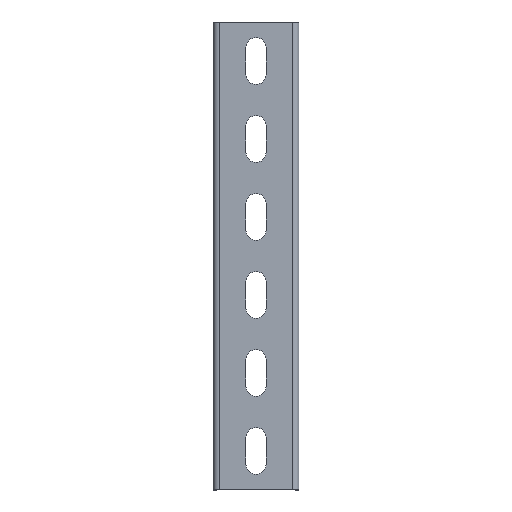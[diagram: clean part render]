
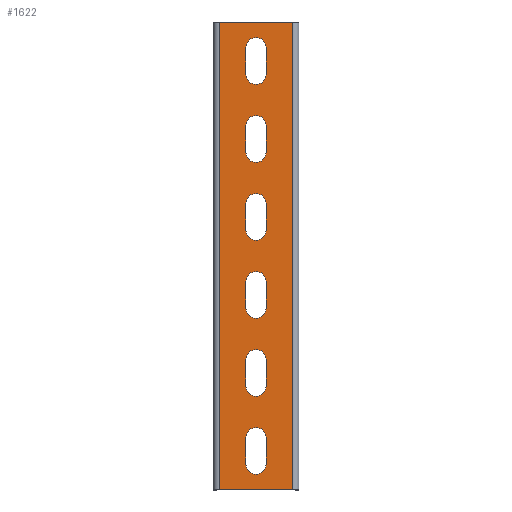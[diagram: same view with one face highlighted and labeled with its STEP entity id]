
A CAD part, top view. The second image highlights one B-rep face of the part: STEP entity #1622.
In plain terms, the highlighted planar face has unit normal (0, 0, 1).
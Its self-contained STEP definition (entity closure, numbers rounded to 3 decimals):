
#123=DIRECTION('',(0.,-1.,0.));
#124=VECTOR('',#123,300.);
#125=CARTESIAN_POINT('',(23.5,150.,25.));
#126=LINE('',#125,#124);
#127=DIRECTION('',(0.,-1.,0.));
#128=VECTOR('',#127,300.);
#129=CARTESIAN_POINT('',(-23.5,150.,25.));
#130=LINE('',#129,#128);
#131=DIRECTION('',(0.,1.,0.));
#132=VECTOR('',#131,17.);
#133=CARTESIAN_POINT('',(-6.5,116.5,25.));
#134=LINE('',#133,#132);
#135=CARTESIAN_POINT('',(0.,116.5,25.));
#136=DIRECTION('',(0.,0.,1.));
#137=DIRECTION('',(-1.,0.,0.));
#138=AXIS2_PLACEMENT_3D('',#135,#136,#137);
#140=DIRECTION('',(0.,-1.,0.));
#141=VECTOR('',#140,17.);
#142=CARTESIAN_POINT('',(6.5,133.5,25.));
#143=LINE('',#142,#141);
#144=CARTESIAN_POINT('',(0.,133.5,25.));
#145=DIRECTION('',(0.,0.,1.));
#146=DIRECTION('',(1.,0.,0.));
#147=AXIS2_PLACEMENT_3D('',#144,#145,#146);
#149=DIRECTION('',(0.,1.,0.));
#150=VECTOR('',#149,17.);
#151=CARTESIAN_POINT('',(-6.5,66.5,25.));
#152=LINE('',#151,#150);
#153=CARTESIAN_POINT('',(0.,66.5,25.));
#154=DIRECTION('',(0.,0.,1.));
#155=DIRECTION('',(-1.,0.,0.));
#156=AXIS2_PLACEMENT_3D('',#153,#154,#155);
#158=DIRECTION('',(0.,-1.,0.));
#159=VECTOR('',#158,17.);
#160=CARTESIAN_POINT('',(6.5,83.5,25.));
#161=LINE('',#160,#159);
#162=CARTESIAN_POINT('',(0.,83.5,25.));
#163=DIRECTION('',(0.,0.,1.));
#164=DIRECTION('',(1.,0.,0.));
#165=AXIS2_PLACEMENT_3D('',#162,#163,#164);
#167=DIRECTION('',(0.,1.,0.));
#168=VECTOR('',#167,17.);
#169=CARTESIAN_POINT('',(-6.5,16.5,25.));
#170=LINE('',#169,#168);
#171=CARTESIAN_POINT('',(0.,16.5,25.));
#172=DIRECTION('',(0.,0.,1.));
#173=DIRECTION('',(-1.,0.,0.));
#174=AXIS2_PLACEMENT_3D('',#171,#172,#173);
#176=DIRECTION('',(0.,-1.,0.));
#177=VECTOR('',#176,17.);
#178=CARTESIAN_POINT('',(6.5,33.5,25.));
#179=LINE('',#178,#177);
#180=CARTESIAN_POINT('',(0.,33.5,25.));
#181=DIRECTION('',(0.,0.,1.));
#182=DIRECTION('',(1.,0.,0.));
#183=AXIS2_PLACEMENT_3D('',#180,#181,#182);
#185=DIRECTION('',(0.,1.,0.));
#186=VECTOR('',#185,17.);
#187=CARTESIAN_POINT('',(-6.5,-33.5,25.));
#188=LINE('',#187,#186);
#189=CARTESIAN_POINT('',(0.,-33.5,25.));
#190=DIRECTION('',(0.,0.,1.));
#191=DIRECTION('',(-1.,0.,0.));
#192=AXIS2_PLACEMENT_3D('',#189,#190,#191);
#194=DIRECTION('',(0.,-1.,0.));
#195=VECTOR('',#194,17.);
#196=CARTESIAN_POINT('',(6.5,-16.5,25.));
#197=LINE('',#196,#195);
#198=CARTESIAN_POINT('',(0.,-16.5,25.));
#199=DIRECTION('',(0.,0.,1.));
#200=DIRECTION('',(1.,0.,0.));
#201=AXIS2_PLACEMENT_3D('',#198,#199,#200);
#203=DIRECTION('',(0.,1.,0.));
#204=VECTOR('',#203,17.);
#205=CARTESIAN_POINT('',(-6.5,-83.5,25.));
#206=LINE('',#205,#204);
#207=CARTESIAN_POINT('',(0.,-83.5,25.));
#208=DIRECTION('',(0.,0.,1.));
#209=DIRECTION('',(-1.,0.,0.));
#210=AXIS2_PLACEMENT_3D('',#207,#208,#209);
#212=DIRECTION('',(0.,-1.,0.));
#213=VECTOR('',#212,17.);
#214=CARTESIAN_POINT('',(6.5,-66.5,25.));
#215=LINE('',#214,#213);
#216=CARTESIAN_POINT('',(0.,-66.5,25.));
#217=DIRECTION('',(0.,0.,1.));
#218=DIRECTION('',(1.,0.,0.));
#219=AXIS2_PLACEMENT_3D('',#216,#217,#218);
#221=DIRECTION('',(0.,1.,0.));
#222=VECTOR('',#221,17.);
#223=CARTESIAN_POINT('',(-6.5,-133.5,25.));
#224=LINE('',#223,#222);
#225=CARTESIAN_POINT('',(0.,-133.5,25.));
#226=DIRECTION('',(0.,0.,1.));
#227=DIRECTION('',(-1.,0.,0.));
#228=AXIS2_PLACEMENT_3D('',#225,#226,#227);
#230=DIRECTION('',(0.,-1.,0.));
#231=VECTOR('',#230,17.);
#232=CARTESIAN_POINT('',(6.5,-116.5,25.));
#233=LINE('',#232,#231);
#234=CARTESIAN_POINT('',(0.,-116.5,25.));
#235=DIRECTION('',(0.,0.,1.));
#236=DIRECTION('',(1.,0.,0.));
#237=AXIS2_PLACEMENT_3D('',#234,#235,#236);
#247=DIRECTION('',(1.,0.,0.));
#248=VECTOR('',#247,47.);
#249=CARTESIAN_POINT('',(-23.5,-150.,25.));
#250=LINE('',#249,#248);
#303=DIRECTION('',(1.,0.,0.));
#304=VECTOR('',#303,47.);
#305=CARTESIAN_POINT('',(-23.5,150.,25.));
#306=LINE('',#305,#304);
#1137=CARTESIAN_POINT('',(23.5,150.,25.));
#1138=CARTESIAN_POINT('',(23.5,-150.,25.));
#1139=VERTEX_POINT('',#1137);
#1140=VERTEX_POINT('',#1138);
#1149=CARTESIAN_POINT('',(-23.5,150.,25.));
#1150=CARTESIAN_POINT('',(-23.5,-150.,25.));
#1151=VERTEX_POINT('',#1149);
#1152=VERTEX_POINT('',#1150);
#1169=CARTESIAN_POINT('',(-6.5,116.5,25.));
#1170=CARTESIAN_POINT('',(-6.5,133.5,25.));
#1171=VERTEX_POINT('',#1169);
#1172=VERTEX_POINT('',#1170);
#1173=CARTESIAN_POINT('',(6.5,133.5,25.));
#1174=VERTEX_POINT('',#1173);
#1175=CARTESIAN_POINT('',(6.5,116.5,25.));
#1176=VERTEX_POINT('',#1175);
#1217=CARTESIAN_POINT('',(-6.5,66.5,25.));
#1218=CARTESIAN_POINT('',(-6.5,83.5,25.));
#1219=VERTEX_POINT('',#1217);
#1220=VERTEX_POINT('',#1218);
#1221=CARTESIAN_POINT('',(6.5,83.5,25.));
#1222=VERTEX_POINT('',#1221);
#1223=CARTESIAN_POINT('',(6.5,66.5,25.));
#1224=VERTEX_POINT('',#1223);
#1233=CARTESIAN_POINT('',(-6.5,16.5,25.));
#1234=CARTESIAN_POINT('',(-6.5,33.5,25.));
#1235=VERTEX_POINT('',#1233);
#1236=VERTEX_POINT('',#1234);
#1237=CARTESIAN_POINT('',(6.5,33.5,25.));
#1238=VERTEX_POINT('',#1237);
#1239=CARTESIAN_POINT('',(6.5,16.5,25.));
#1240=VERTEX_POINT('',#1239);
#1249=CARTESIAN_POINT('',(-6.5,-33.5,25.));
#1250=CARTESIAN_POINT('',(-6.5,-16.5,25.));
#1251=VERTEX_POINT('',#1249);
#1252=VERTEX_POINT('',#1250);
#1253=CARTESIAN_POINT('',(6.5,-16.5,25.));
#1254=VERTEX_POINT('',#1253);
#1255=CARTESIAN_POINT('',(6.5,-33.5,25.));
#1256=VERTEX_POINT('',#1255);
#1265=CARTESIAN_POINT('',(-6.5,-83.5,25.));
#1266=CARTESIAN_POINT('',(-6.5,-66.5,25.));
#1267=VERTEX_POINT('',#1265);
#1268=VERTEX_POINT('',#1266);
#1269=CARTESIAN_POINT('',(6.5,-66.5,25.));
#1270=VERTEX_POINT('',#1269);
#1271=CARTESIAN_POINT('',(6.5,-83.5,25.));
#1272=VERTEX_POINT('',#1271);
#1281=CARTESIAN_POINT('',(-6.5,-133.5,25.));
#1282=CARTESIAN_POINT('',(-6.5,-116.5,25.));
#1283=VERTEX_POINT('',#1281);
#1284=VERTEX_POINT('',#1282);
#1285=CARTESIAN_POINT('',(6.5,-116.5,25.));
#1286=VERTEX_POINT('',#1285);
#1287=CARTESIAN_POINT('',(6.5,-133.5,25.));
#1288=VERTEX_POINT('',#1287);
#1548=CARTESIAN_POINT('',(-27.5,-150.,25.));
#1549=DIRECTION('',(0.,0.,1.));
#1550=DIRECTION('',(1.,0.,0.));
#1551=AXIS2_PLACEMENT_3D('',#1548,#1549,#1550);
#1552=PLANE('',#1551);
#1553=ORIENTED_EDGE('',*,*,#1538,.T.);
#1555=ORIENTED_EDGE('',*,*,#1554,.F.);
#1557=ORIENTED_EDGE('',*,*,#1556,.F.);
#1559=ORIENTED_EDGE('',*,*,#1558,.T.);
#1560=EDGE_LOOP('',(#1553,#1555,#1557,#1559));
#1561=FACE_OUTER_BOUND('',#1560,.F.);
#1563=ORIENTED_EDGE('',*,*,#1562,.F.);
#1565=ORIENTED_EDGE('',*,*,#1564,.T.);
#1567=ORIENTED_EDGE('',*,*,#1566,.F.);
#1569=ORIENTED_EDGE('',*,*,#1568,.T.);
#1570=EDGE_LOOP('',(#1563,#1565,#1567,#1569));
#1571=FACE_BOUND('',#1570,.F.);
#1573=ORIENTED_EDGE('',*,*,#1572,.F.);
#1575=ORIENTED_EDGE('',*,*,#1574,.T.);
#1577=ORIENTED_EDGE('',*,*,#1576,.F.);
#1579=ORIENTED_EDGE('',*,*,#1578,.T.);
#1580=EDGE_LOOP('',(#1573,#1575,#1577,#1579));
#1581=FACE_BOUND('',#1580,.F.);
#1583=ORIENTED_EDGE('',*,*,#1582,.F.);
#1585=ORIENTED_EDGE('',*,*,#1584,.T.);
#1587=ORIENTED_EDGE('',*,*,#1586,.F.);
#1589=ORIENTED_EDGE('',*,*,#1588,.T.);
#1590=EDGE_LOOP('',(#1583,#1585,#1587,#1589));
#1591=FACE_BOUND('',#1590,.F.);
#1593=ORIENTED_EDGE('',*,*,#1592,.F.);
#1595=ORIENTED_EDGE('',*,*,#1594,.T.);
#1597=ORIENTED_EDGE('',*,*,#1596,.F.);
#1599=ORIENTED_EDGE('',*,*,#1598,.T.);
#1600=EDGE_LOOP('',(#1593,#1595,#1597,#1599));
#1601=FACE_BOUND('',#1600,.F.);
#1603=ORIENTED_EDGE('',*,*,#1602,.F.);
#1605=ORIENTED_EDGE('',*,*,#1604,.T.);
#1607=ORIENTED_EDGE('',*,*,#1606,.F.);
#1609=ORIENTED_EDGE('',*,*,#1608,.T.);
#1610=EDGE_LOOP('',(#1603,#1605,#1607,#1609));
#1611=FACE_BOUND('',#1610,.F.);
#1613=ORIENTED_EDGE('',*,*,#1612,.F.);
#1615=ORIENTED_EDGE('',*,*,#1614,.T.);
#1617=ORIENTED_EDGE('',*,*,#1616,.F.);
#1619=ORIENTED_EDGE('',*,*,#1618,.T.);
#1620=EDGE_LOOP('',(#1613,#1615,#1617,#1619));
#1621=FACE_BOUND('',#1620,.F.);
#1622=ADVANCED_FACE('',(#1561,#1571,#1581,#1591,#1601,#1611,#1621),#1552,.T.);
#139=CIRCLE('',#138,6.5);
#148=CIRCLE('',#147,6.5);
#157=CIRCLE('',#156,6.5);
#166=CIRCLE('',#165,6.5);
#175=CIRCLE('',#174,6.5);
#184=CIRCLE('',#183,6.5);
#193=CIRCLE('',#192,6.5);
#202=CIRCLE('',#201,6.5);
#211=CIRCLE('',#210,6.5);
#220=CIRCLE('',#219,6.5);
#229=CIRCLE('',#228,6.5);
#238=CIRCLE('',#237,6.5);
#1538=EDGE_CURVE('',#1139,#1140,#126,.T.);
#1554=EDGE_CURVE('',#1152,#1140,#250,.T.);
#1556=EDGE_CURVE('',#1151,#1152,#130,.T.);
#1558=EDGE_CURVE('',#1151,#1139,#306,.T.);
#1562=EDGE_CURVE('',#1171,#1172,#134,.T.);
#1564=EDGE_CURVE('',#1171,#1176,#139,.T.);
#1566=EDGE_CURVE('',#1174,#1176,#143,.T.);
#1568=EDGE_CURVE('',#1174,#1172,#148,.T.);
#1572=EDGE_CURVE('',#1219,#1220,#152,.T.);
#1574=EDGE_CURVE('',#1219,#1224,#157,.T.);
#1576=EDGE_CURVE('',#1222,#1224,#161,.T.);
#1578=EDGE_CURVE('',#1222,#1220,#166,.T.);
#1582=EDGE_CURVE('',#1235,#1236,#170,.T.);
#1584=EDGE_CURVE('',#1235,#1240,#175,.T.);
#1586=EDGE_CURVE('',#1238,#1240,#179,.T.);
#1588=EDGE_CURVE('',#1238,#1236,#184,.T.);
#1592=EDGE_CURVE('',#1251,#1252,#188,.T.);
#1594=EDGE_CURVE('',#1251,#1256,#193,.T.);
#1596=EDGE_CURVE('',#1254,#1256,#197,.T.);
#1598=EDGE_CURVE('',#1254,#1252,#202,.T.);
#1602=EDGE_CURVE('',#1267,#1268,#206,.T.);
#1604=EDGE_CURVE('',#1267,#1272,#211,.T.);
#1606=EDGE_CURVE('',#1270,#1272,#215,.T.);
#1608=EDGE_CURVE('',#1270,#1268,#220,.T.);
#1612=EDGE_CURVE('',#1283,#1284,#224,.T.);
#1614=EDGE_CURVE('',#1283,#1288,#229,.T.);
#1616=EDGE_CURVE('',#1286,#1288,#233,.T.);
#1618=EDGE_CURVE('',#1286,#1284,#238,.T.);
